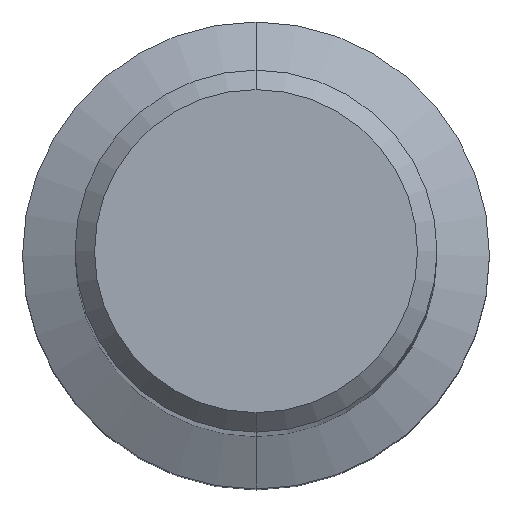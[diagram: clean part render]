
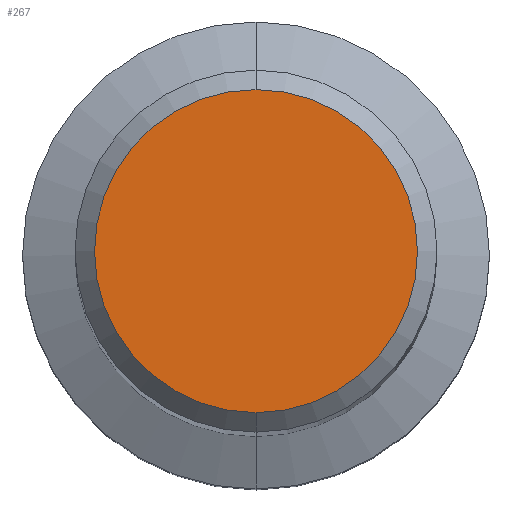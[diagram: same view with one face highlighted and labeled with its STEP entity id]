
A CAD part, top view. The second image highlights one B-rep face of the part: STEP entity #267.
In plain terms, the highlighted planar face has unit normal (0, 0, 1).
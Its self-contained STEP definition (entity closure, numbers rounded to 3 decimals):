
#267=ADVANCED_FACE('',(#630),#631,.T.);
#341=VERTEX_POINT('',#712);
#379=EDGE_CURVE('',#391,#341,#755,.T.);
#391=VERTEX_POINT('',#767);
#461=EDGE_CURVE('',#341,#391,#843,.T.);
#630=FACE_OUTER_BOUND('',#1100,.T.);
#631=PLANE('',#1101);
#712=CARTESIAN_POINT('',(0.,-4.15,0.0));
#755=CIRCLE('',#1294,4.15);
#767=CARTESIAN_POINT('',(0.0,4.15,0.0));
#843=CIRCLE('',#1510,4.15);
#1100=EDGE_LOOP('',(#1754,#1755));
#1101=AXIS2_PLACEMENT_3D('',#1756,#1757,#1758);
#1294=AXIS2_PLACEMENT_3D('',#1896,#1897,#1898);
#1510=AXIS2_PLACEMENT_3D('',#1988,#1989,#1990);
#1754=ORIENTED_EDGE('',*,*,#379,.F.);
#1755=ORIENTED_EDGE('',*,*,#461,.F.);
#1756=CARTESIAN_POINT('',(0.0,2.075,0.0));
#1757=DIRECTION('',(-0.0,0.0,1.0));
#1758=DIRECTION('',(0.0,-1.0,0.0));
#1896=CARTESIAN_POINT('',(0.0,0.0,0.0));
#1897=DIRECTION('',(0.0,0.0,-1.0));
#1898=DIRECTION('',(0.0,1.0,0.0));
#1988=CARTESIAN_POINT('',(0.0,0.0,0.0));
#1989=DIRECTION('',(0.0,0.0,-1.0));
#1990=DIRECTION('',(0.0,1.0,0.0));
